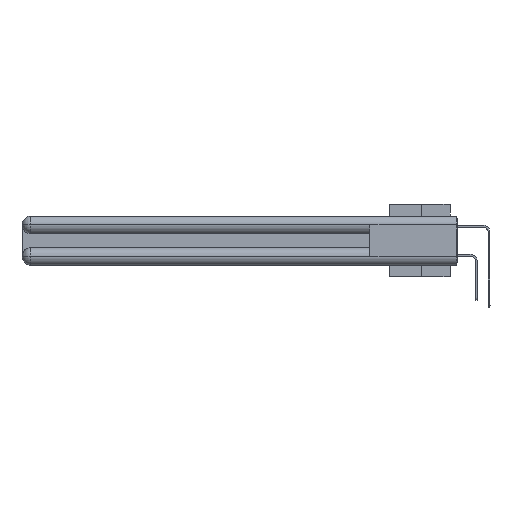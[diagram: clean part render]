
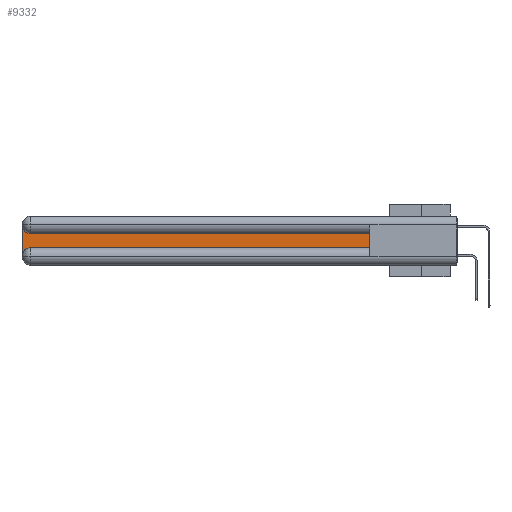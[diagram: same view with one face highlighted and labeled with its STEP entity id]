
A CAD part, left-side view. The second image highlights one B-rep face of the part: STEP entity #9332.
In plain terms, the highlighted planar face has unit normal (-1, 0, 0).
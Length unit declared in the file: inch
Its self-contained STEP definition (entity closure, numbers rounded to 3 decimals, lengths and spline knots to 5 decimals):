
#454 = DIRECTION ( 'NONE',  ( 0., 0., -1. ) ) ;
#698 = ORIENTED_EDGE ( 'NONE', *, *, #25489, .T. ) ;
#895 = DIRECTION ( 'NONE',  ( 1., 0., 0. ) ) ;
#1634 = CARTESIAN_POINT ( 'NONE',  ( 0.075, 0.6, -0.1225 ) ) ;
#1659 = EDGE_CURVE ( 'NONE', #2714, #11600, #19301, .T. ) ;
#2322 = CARTESIAN_POINT ( 'NONE',  ( 0.075, 3., -0.1225 ) ) ;
#2714 = VERTEX_POINT ( 'NONE', #13083 ) ;
#5371 = EDGE_CURVE ( 'NONE', #13161, #28971, #9881, .T. ) ;
#5870 = AXIS2_PLACEMENT_3D ( 'NONE', #2322, #28781, #19636 ) ;
#6661 = DIRECTION ( 'NONE',  ( 0., 0., 1. ) ) ;
#7474 = VECTOR ( 'NONE', #30052, 39.37008 ) ;
#8030 = PLANE ( 'NONE',  #5870 ) ;
#8168 = ORIENTED_EDGE ( 'NONE', *, *, #11655, .T. ) ;
#8892 = CARTESIAN_POINT ( 'NONE',  ( 0.075, 2.94, -0.2175 ) ) ;
#9332 = ADVANCED_FACE ( 'NONE', ( #37345 ), #8030, .F. ) ;
#9881 = LINE ( 'NONE', #24713, #7474 ) ;
#11600 = VERTEX_POINT ( 'NONE', #8892 ) ;
#11655 = EDGE_CURVE ( 'NONE', #25289, #2714, #29808, .T. ) ;
#13083 = CARTESIAN_POINT ( 'NONE',  ( 0.075, 3., -0.2775 ) ) ;
#13161 = VERTEX_POINT ( 'NONE', #1634 ) ;
#13841 = ORIENTED_EDGE ( 'NONE', *, *, #22356, .T. ) ;
#17043 = VERTEX_POINT ( 'NONE', #22829 ) ;
#18705 = CARTESIAN_POINT ( 'NONE',  ( 0.075, 2.94, -0.1225 ) ) ;
#19301 = CIRCLE ( 'NONE', #35698, 0.06 ) ;
#19636 = DIRECTION ( 'NONE',  ( 0., 0., -1. ) ) ;
#20517 = CARTESIAN_POINT ( 'NONE',  ( 0.075, 2.94, -0.0625 ) ) ;
#20725 = CIRCLE ( 'NONE', #31055, 0.06 ) ;
#21229 = DIRECTION ( 'NONE',  ( 0., 0., -1. ) ) ;
#21389 = EDGE_LOOP ( 'NONE', ( #30918, #698, #8168, #37241, #13841, #32302 ) ) ;
#21498 = CARTESIAN_POINT ( 'NONE',  ( 0.075, 0.6, -0.2175 ) ) ;
#22252 = CARTESIAN_POINT ( 'NONE',  ( 0.075, 3., -0.0625 ) ) ;
#22356 = EDGE_CURVE ( 'NONE', #11600, #17043, #23541, .T. ) ;
#22829 = CARTESIAN_POINT ( 'NONE',  ( 0.075, 0.6, -0.2175 ) ) ;
#23541 = LINE ( 'NONE', #26401, #34505 ) ;
#24088 = CARTESIAN_POINT ( 'NONE',  ( 0.075, 3., -0.2175 ) ) ;
#24713 = CARTESIAN_POINT ( 'NONE',  ( 0.075, 0.6, -0.1225 ) ) ;
#25289 = VERTEX_POINT ( 'NONE', #22252 ) ;
#25489 = EDGE_CURVE ( 'NONE', #28971, #25289, #20725, .T. ) ;
#25648 = DIRECTION ( 'NONE',  ( 0., -1., 0. ) ) ;
#26401 = CARTESIAN_POINT ( 'NONE',  ( 0.075, 0.6, -0.2175 ) ) ;
#26756 = VECTOR ( 'NONE', #6661, 39.37008 ) ;
#28781 = DIRECTION ( 'NONE',  ( 1., 0., 0. ) ) ;
#28971 = VERTEX_POINT ( 'NONE', #18705 ) ;
#29808 = LINE ( 'NONE', #24088, #35376 ) ;
#30052 = DIRECTION ( 'NONE',  ( 0., 1., 0. ) ) ;
#30632 = LINE ( 'NONE', #21498, #26756 ) ;
#30918 = ORIENTED_EDGE ( 'NONE', *, *, #5371, .T. ) ;
#31055 = AXIS2_PLACEMENT_3D ( 'NONE', #20517, #895, #32300 ) ;
#31545 = EDGE_CURVE ( 'NONE', #17043, #13161, #30632, .T. ) ;
#32046 = DIRECTION ( 'NONE',  ( 1., 0., 0. ) ) ;
#32300 = DIRECTION ( 'NONE',  ( 0., 0., -1. ) ) ;
#32302 = ORIENTED_EDGE ( 'NONE', *, *, #31545, .T. ) ;
#34505 = VECTOR ( 'NONE', #25648, 39.37008 ) ;
#35108 = CARTESIAN_POINT ( 'NONE',  ( 0.075, 2.94, -0.2775 ) ) ;
#35376 = VECTOR ( 'NONE', #21229, 39.37008 ) ;
#35698 = AXIS2_PLACEMENT_3D ( 'NONE', #35108, #32046, #454 ) ;
#37241 = ORIENTED_EDGE ( 'NONE', *, *, #1659, .T. ) ;
#37345 = FACE_OUTER_BOUND ( 'NONE', #21389, .T. ) ;
